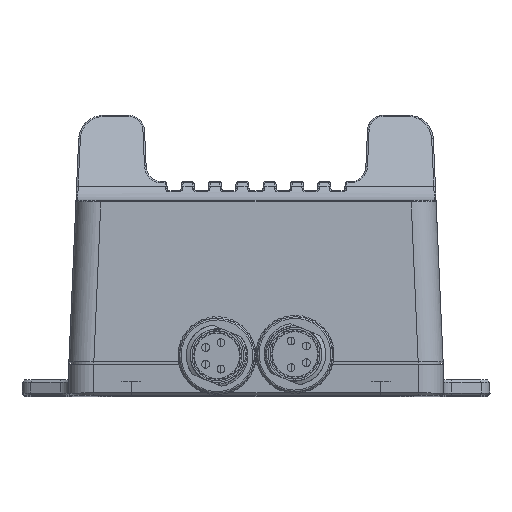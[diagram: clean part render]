
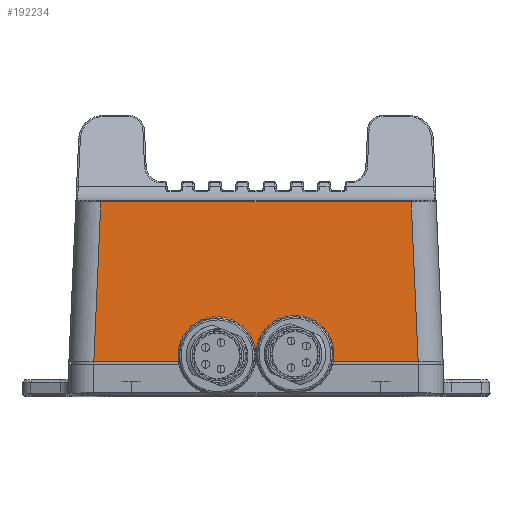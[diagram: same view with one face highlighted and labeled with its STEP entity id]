
A CAD part, top view. The second image highlights one B-rep face of the part: STEP entity #192234.
In plain terms, the highlighted planar face has unit normal (0, 0.044, 0.999).
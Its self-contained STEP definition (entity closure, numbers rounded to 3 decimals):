
#171793=DIRECTION('',(-0.017,-0.999,0.044));
#171794=VECTOR('',#171793,1.728);
#171795=CARTESIAN_POINT('',(-7.526,2.026,
47.912));
#171796=LINE('',#171795,#171794);
#171805=CARTESIAN_POINT('',(2.474,2.026,
47.912));
#171806=CARTESIAN_POINT('',(2.483,2.517,
47.89));
#171807=CARTESIAN_POINT('',(2.862,3.131,
47.863));
#171808=CARTESIAN_POINT('',(3.482,3.5,47.847));
#171809=CARTESIAN_POINT('',(3.974,3.5,47.847));
#171811=CARTESIAN_POINT('',(-3.974,3.5,47.847));
#171812=CARTESIAN_POINT('',(-3.482,3.5,47.847));
#171813=CARTESIAN_POINT('',(-2.862,3.131,
47.863));
#171814=CARTESIAN_POINT('',(-2.483,2.517,
47.89));
#171815=CARTESIAN_POINT('',(-2.474,2.026,
47.912));
#171817=CARTESIAN_POINT('',(-7.526,2.026,
47.912));
#171818=CARTESIAN_POINT('',(-7.517,2.517,
47.89));
#171819=CARTESIAN_POINT('',(-7.138,3.131,
47.863));
#171820=CARTESIAN_POINT('',(-6.518,3.5,47.847));
#171821=CARTESIAN_POINT('',(-6.026,3.5,47.847));
#171823=DIRECTION('',(-0.044,-0.998,0.044));
#171824=VECTOR('',#171823,20.532);
#171825=CARTESIAN_POINT('',(-19.895,20.793,
47.092));
#171826=LINE('',#171825,#171824);
#171827=DIRECTION('',(-0.044,0.998,-0.044));
#171828=VECTOR('',#171827,20.532);
#171829=CARTESIAN_POINT('',(20.79,0.3,
47.987));
#171830=LINE('',#171829,#171828);
#171831=CARTESIAN_POINT('',(6.026,3.5,47.847));
#171832=CARTESIAN_POINT('',(6.518,3.5,47.847));
#171833=CARTESIAN_POINT('',(7.138,3.131,
47.863));
#171834=CARTESIAN_POINT('',(7.517,2.517,
47.89));
#171835=CARTESIAN_POINT('',(7.526,2.026,
47.912));
#172014=DIRECTION('',(-0.017,0.999,-0.044));
#172015=VECTOR('',#172014,1.728);
#172016=CARTESIAN_POINT('',(-2.444,0.3,47.987));
#172017=LINE('',#172016,#172015);
#172030=DIRECTION('',(-1.,0.,0.));
#172031=VECTOR('',#172030,4.888);
#172032=CARTESIAN_POINT('',(2.444,0.3,
47.987));
#172033=LINE('',#172032,#172031);
#172067=DIRECTION('',(-0.017,-0.999,0.044));
#172068=VECTOR('',#172067,1.728);
#172069=CARTESIAN_POINT('',(2.474,2.026,
47.912));
#172070=LINE('',#172069,#172068);
#172346=DIRECTION('',(-0.017,0.999,-0.044));
#172347=VECTOR('',#172346,1.728);
#172348=CARTESIAN_POINT('',(7.556,0.3,47.987));
#172349=LINE('',#172348,#172347);
#172362=DIRECTION('',(-1.,0.,0.));
#172363=VECTOR('',#172362,13.234);
#172364=CARTESIAN_POINT('',(20.79,0.3,
47.987));
#172365=LINE('',#172364,#172363);
#172437=DIRECTION('',(1.,0.,0.));
#172438=VECTOR('',#172437,39.79);
#172439=CARTESIAN_POINT('',(-19.895,20.793,
47.092));
#172440=LINE('',#172439,#172438);
#177173=DIRECTION('',(-1.,0.,0.));
#177174=VECTOR('',#177173,13.234);
#177175=CARTESIAN_POINT('',(-7.556,0.3,47.987));
#177176=LINE('',#177175,#177174);
#184930=DIRECTION('',(-1.,0.,0.));
#184931=VECTOR('',#184930,2.052);
#184932=CARTESIAN_POINT('',(6.026,3.5,47.847));
#184933=LINE('',#184932,#184931);
#185138=DIRECTION('',(-1.,0.,0.));
#185139=VECTOR('',#185138,2.052);
#185140=CARTESIAN_POINT('',(-3.974,3.5,47.847));
#185141=LINE('',#185140,#185139);
#186415=CARTESIAN_POINT('',(-19.895,20.793,
47.092));
#186416=CARTESIAN_POINT('',(-20.79,0.3,
47.987));
#186417=VERTEX_POINT('',#186415);
#186418=VERTEX_POINT('',#186416);
#186468=CARTESIAN_POINT('',(20.79,0.3,
47.987));
#186469=CARTESIAN_POINT('',(19.895,20.793,
47.092));
#186470=VERTEX_POINT('',#186468);
#186471=VERTEX_POINT('',#186469);
#187487=CARTESIAN_POINT('',(7.526,2.026,
47.912));
#187488=VERTEX_POINT('',#187487);
#187631=CARTESIAN_POINT('',(7.556,0.3,47.987));
#187633=VERTEX_POINT('',#187631);
#187684=VERTEX_POINT('',#171831);
#187710=CARTESIAN_POINT('',(-7.526,2.026,
47.912));
#187711=VERTEX_POINT('',#187710);
#187724=CARTESIAN_POINT('',(-7.556,0.3,47.987));
#187725=VERTEX_POINT('',#187724);
#187770=CARTESIAN_POINT('',(-6.026,3.5,47.847));
#187771=VERTEX_POINT('',#187770);
#187802=CARTESIAN_POINT('',(-3.974,3.5,47.847));
#187804=VERTEX_POINT('',#187802);
#187806=VERTEX_POINT('',#171815);
#187855=CARTESIAN_POINT('',(-2.444,0.3,47.987));
#187856=VERTEX_POINT('',#187855);
#187917=CARTESIAN_POINT('',(2.444,0.3,
47.987));
#187918=VERTEX_POINT('',#187917);
#187921=CARTESIAN_POINT('',(2.474,2.026,
47.912));
#187922=VERTEX_POINT('',#187921);
#187963=CARTESIAN_POINT('',(3.974,3.5,47.847));
#187964=VERTEX_POINT('',#187963);
#192197=CARTESIAN_POINT('',(-25.6,0.,48.));
#192198=DIRECTION('',(0.,0.044,0.999));
#192199=DIRECTION('',(0.,-0.999,0.044));
#192200=AXIS2_PLACEMENT_3D('',#192197,#192198,#192199);
#192201=PLANE('',#192200);
#192203=ORIENTED_EDGE('',*,*,#192202,.F.);
#192205=ORIENTED_EDGE('',*,*,#192204,.T.);
#192207=ORIENTED_EDGE('',*,*,#192206,.T.);
#192209=ORIENTED_EDGE('',*,*,#192208,.T.);
#192211=ORIENTED_EDGE('',*,*,#192210,.F.);
#192213=ORIENTED_EDGE('',*,*,#192212,.T.);
#192214=ORIENTED_EDGE('',*,*,#192188,.F.);
#192215=ORIENTED_EDGE('',*,*,#192177,.T.);
#192217=ORIENTED_EDGE('',*,*,#192216,.T.);
#192219=ORIENTED_EDGE('',*,*,#192218,.F.);
#192221=ORIENTED_EDGE('',*,*,#192220,.T.);
#192223=ORIENTED_EDGE('',*,*,#192222,.F.);
#192225=ORIENTED_EDGE('',*,*,#192224,.T.);
#192227=ORIENTED_EDGE('',*,*,#192226,.T.);
#192229=ORIENTED_EDGE('',*,*,#192228,.F.);
#192231=ORIENTED_EDGE('',*,*,#192230,.T.);
#192232=EDGE_LOOP('',(#192203,#192205,#192207,#192209,#192211,#192213,#192214,
#192215,#192217,#192219,#192221,#192223,#192225,#192227,#192229,#192231));
#192233=FACE_OUTER_BOUND('',#192232,.F.);
#192234=ADVANCED_FACE('',(#192233),#192201,.T.);
#171810=B_SPLINE_CURVE_WITH_KNOTS('',3,(#171805,#171806,#171807,#171808,
#171809),.UNSPECIFIED.,.F.,.F.,(4,1,4),(0.,0.5,1.),.UNSPECIFIED.);
#171816=B_SPLINE_CURVE_WITH_KNOTS('',3,(#171811,#171812,#171813,#171814,
#171815),.UNSPECIFIED.,.F.,.F.,(4,1,4),(0.,0.5,1.),.UNSPECIFIED.);
#171822=B_SPLINE_CURVE_WITH_KNOTS('',3,(#171817,#171818,#171819,#171820,
#171821),.UNSPECIFIED.,.F.,.F.,(4,1,4),(0.,0.5,1.),.UNSPECIFIED.);
#171836=B_SPLINE_CURVE_WITH_KNOTS('',3,(#171831,#171832,#171833,#171834,
#171835),.UNSPECIFIED.,.F.,.F.,(4,1,4),(0.,0.5,1.),.UNSPECIFIED.);
#192177=EDGE_CURVE('',#187711,#187725,#171796,.T.);
#192188=EDGE_CURVE('',#187711,#187771,#171822,.T.);
#192202=EDGE_CURVE('',#187922,#187964,#171810,.T.);
#192204=EDGE_CURVE('',#187922,#187918,#172070,.T.);
#192206=EDGE_CURVE('',#187918,#187856,#172033,.T.);
#192208=EDGE_CURVE('',#187856,#187806,#172017,.T.);
#192210=EDGE_CURVE('',#187804,#187806,#171816,.T.);
#192212=EDGE_CURVE('',#187804,#187771,#185141,.T.);
#192216=EDGE_CURVE('',#187725,#186418,#177176,.T.);
#192218=EDGE_CURVE('',#186417,#186418,#171826,.T.);
#192220=EDGE_CURVE('',#186417,#186471,#172440,.T.);
#192222=EDGE_CURVE('',#186470,#186471,#171830,.T.);
#192224=EDGE_CURVE('',#186470,#187633,#172365,.T.);
#192226=EDGE_CURVE('',#187633,#187488,#172349,.T.);
#192228=EDGE_CURVE('',#187684,#187488,#171836,.T.);
#192230=EDGE_CURVE('',#187684,#187964,#184933,.T.);
